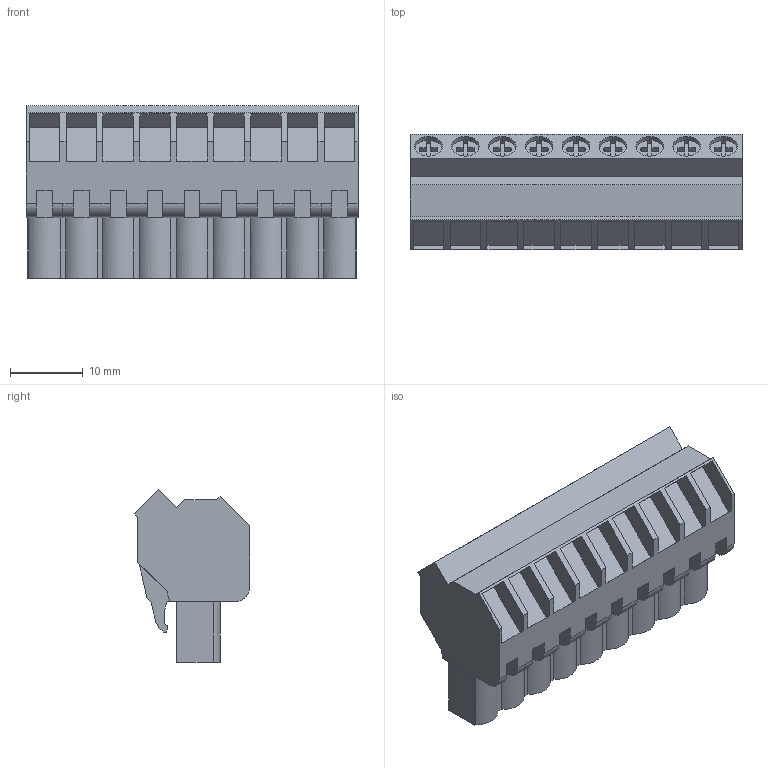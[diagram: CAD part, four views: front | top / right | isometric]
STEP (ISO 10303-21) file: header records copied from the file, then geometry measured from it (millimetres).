
FILE_DESCRIPTION(('CATIA V5 STEP Exchange','CAx-IF Rec.Pracs.--- Model Styling and Organization---1.2---2011-12-15'),'2;1');
FILE_NAME ('D1460061_0_1946320000_1946320000.stp','2017-09-23T15:21:31+00:00',('none'),('Weidmueller'),'CATIA Version 5-6 Release 2014','CATIA V5 STEP AP214','none');
FILE_SCHEMA(('AUTOMOTIVE_DESIGN { 1 0 10303 214 1 1 1 1 }'));
Length unit declared in the file: millimetre
Products named in the file (1): 1946320000
Bounding box: 45.72 x 15.88 x 23.77 mm (x, y, z)
Volume: 9821.2 mm3; surface area: 5505.6 mm2
Topology: 10 solids, 10 shells, 498 faces, 1433 edges, 974 vertices
Faces by surface type: plane 397, cylinder 97, extrusion 4
Entity records: 15235 total; most frequent: CARTESIAN_POINT 2906, ORIENTED_EDGE 2866, DIRECTION 2010, EDGE_CURVE 1433, VECTOR 1201, LINE 1197, VERTEX_POINT 974, EDGE_LOOP 517
